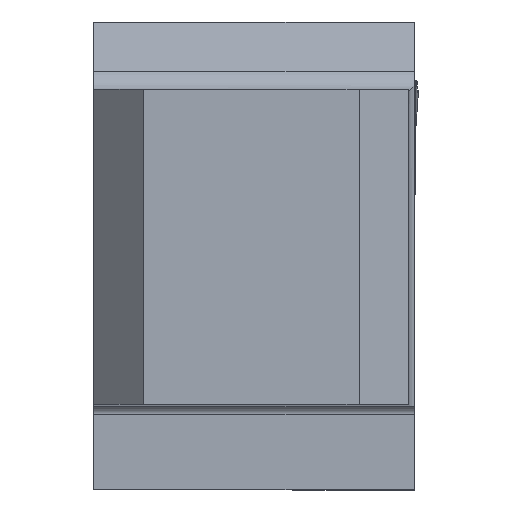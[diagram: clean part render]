
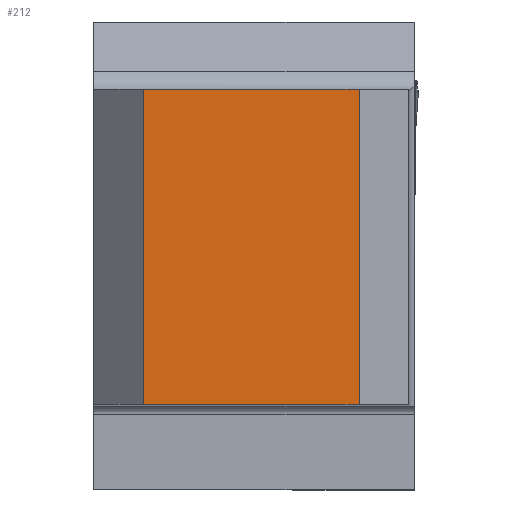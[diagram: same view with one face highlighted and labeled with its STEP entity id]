
A CAD part, top view. The second image highlights one B-rep face of the part: STEP entity #212.
In plain terms, the highlighted planar face has unit normal (0, 0, 1).
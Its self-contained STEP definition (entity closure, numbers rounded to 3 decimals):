
#212=ADVANCED_FACE('CU_BACK_SU1',(#343),#299,.F.);
#299=PLANE('',#1933);
#343=FACE_OUTER_BOUND('',#432,.T.);
#432=EDGE_LOOP('',(#856,#857,#858,#859));
#536=LINE('',#2674,#685);
#537=LINE('',#2677,#686);
#538=LINE('',#2679,#687);
#539=LINE('',#2681,#688);
#685=VECTOR('',#2142,1.);
#686=VECTOR('',#2143,1.);
#687=VECTOR('',#2144,1.);
#688=VECTOR('',#2145,1.);
#856=ORIENTED_EDGE('',*,*,#1516,.F.);
#857=ORIENTED_EDGE('',*,*,#1517,.T.);
#858=ORIENTED_EDGE('',*,*,#1518,.T.);
#859=ORIENTED_EDGE('',*,*,#1519,.F.);
#1346=VERTEX_POINT('',#2675);
#1347=VERTEX_POINT('',#2676);
#1348=VERTEX_POINT('',#2678);
#1349=VERTEX_POINT('',#2680);
#1516=EDGE_CURVE('',#1346,#1347,#536,.T.);
#1517=EDGE_CURVE('',#1346,#1348,#537,.T.);
#1518=EDGE_CURVE('',#1348,#1349,#538,.T.);
#1519=EDGE_CURVE('',#1347,#1349,#539,.T.);
#1933=AXIS2_PLACEMENT_3D('',#2682,#2146,#2147);
#2142=DIRECTION('',(0.,1.,0.));
#2143=DIRECTION('',(1.,0.,0.));
#2144=DIRECTION('',(0.,1.,0.));
#2145=DIRECTION('',(1.,0.,0.));
#2146=DIRECTION('',(0.,0.,-1.));
#2147=DIRECTION('',(-1.,0.,0.));
#2674=CARTESIAN_POINT('',(3.,0.,0.));
#2675=CARTESIAN_POINT('',(3.,0.,0.));
#2676=CARTESIAN_POINT('',(3.,18.975,0.));
#2677=CARTESIAN_POINT('',(-110.,0.,0.));
#2678=CARTESIAN_POINT('',(15.975,0.,0.));
#2679=CARTESIAN_POINT('',(15.975,0.,0.));
#2680=CARTESIAN_POINT('',(15.975,18.975,0.));
#2681=CARTESIAN_POINT('',(-110.,18.975,0.));
#2682=CARTESIAN_POINT('',(42.556,38.975,0.));
